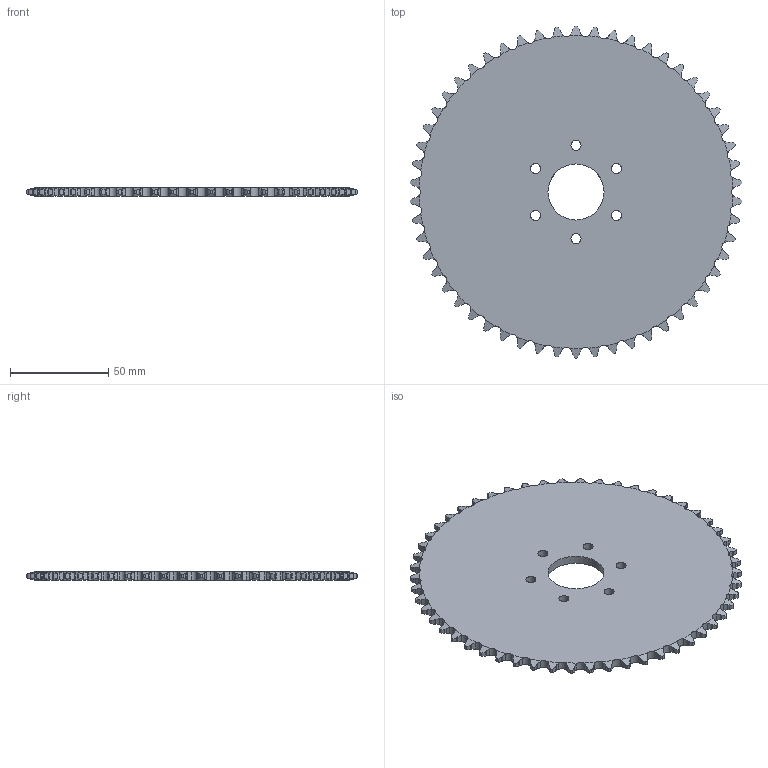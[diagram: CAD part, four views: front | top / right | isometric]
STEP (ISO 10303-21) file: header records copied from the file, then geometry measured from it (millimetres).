
FILE_DESCRIPTION (( 'STEP AP214' ), '1' );
FILE_NAME ('am-0225_Plate Sprocket.STEP', '2018-07-17T18:23:01', ( '' ), ( '' ), 'SwSTEP 2.0', 'SolidWorks 2018', '' );
FILE_SCHEMA (( 'AUTOMOTIVE_DESIGN' ));
Length unit declared in the file: inch
Products named in the file (1): am-0225_Plate Sprocket
Bounding box: 169.09 x 169.32 x 4.27 mm (x, y, z)
Volume: 85027.6 mm3; surface area: 43852.6 mm2
Topology: 1 solids, 1 shells, 585 faces, 1749 edges, 1166 vertices
Faces by surface type: cylinder 367, plane 110, cone 108
Entity records: 21025 total; most frequent: CARTESIAN_POINT 6621, ORIENTED_EDGE 3498, DIRECTION 2395, EDGE_CURVE 1749, VERTEX_POINT 1166, AXIS2_PLACEMENT_3D 960, B_SPLINE_CURVE_WITH_KNOTS 900, EDGE_LOOP 599
